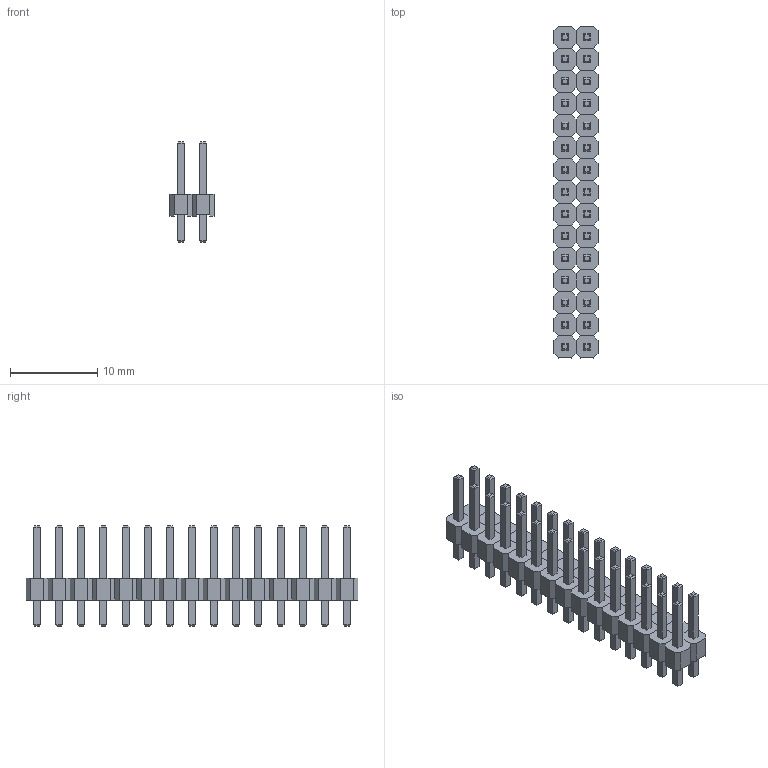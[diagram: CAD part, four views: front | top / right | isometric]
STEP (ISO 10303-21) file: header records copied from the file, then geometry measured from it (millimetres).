
FILE_DESCRIPTION(('FreeCAD Model'),'2;1');
FILE_NAME('2x15.stp', '2015-04-12T19:01:46',('FreeCAD'),('FreeCAD'), 'Open CASCADE STEP processor 6.7','FreeCAD','Unknown');
FILE_SCHEMA(('AUTOMOTIVE_DESIGN_CC2 { 1 2 10303 214 -1 1 5 4 }'));
Length unit declared in the file: millimetre
Products named in the file (2): Array; Array001
Bounding box: 5.08 x 38.1 x 11.54 mm (x, y, z)
Volume: 602.3 mm3; surface area: 2361.8 mm2
Topology: 60 solids, 60 shells, 960 faces, 2160 edges, 1320 vertices
Faces by surface type: plane 960
Entity records: 54030 total; most frequent: CARTESIAN_POINT 9061, DIRECTION 8102, LINE 6180, VECTOR 6180, ORIENTED_EDGE 4320, PCURVE 4320, DEFINITIONAL_REPRESENTATION 4320, EDGE_CURVE 2160
